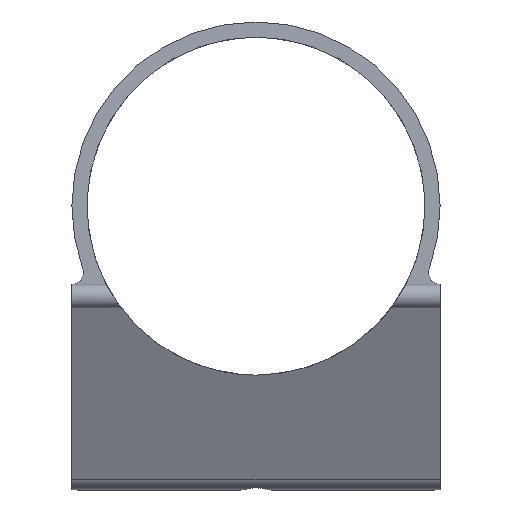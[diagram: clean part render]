
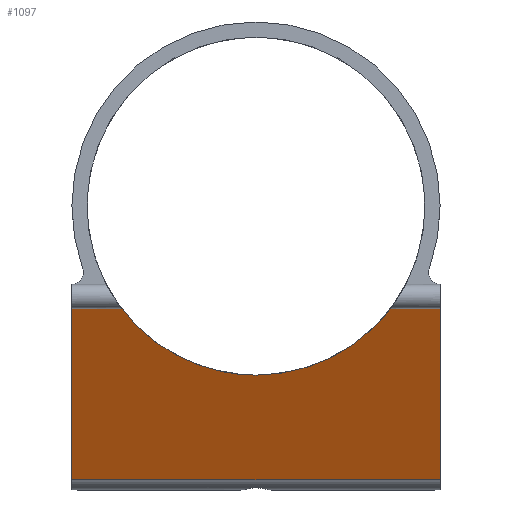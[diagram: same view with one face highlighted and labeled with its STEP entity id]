
A CAD part, top view. The second image highlights one B-rep face of the part: STEP entity #1097.
In plain terms, the highlighted planar face has unit normal (0, -0.434, 0.901).
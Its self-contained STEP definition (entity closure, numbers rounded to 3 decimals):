
#443=CARTESIAN_POINT('',(2.,-28.,9.141));
#444=VERTEX_POINT('',#443);
#451=CARTESIAN_POINT('',(25.103,-15.819,15.002));
#452=VERTEX_POINT('',#451);
#453=CARTESIAN_POINT('',(2.,-0.,22.613));
#454=DIRECTION('',(-0.,-0.434,0.901));
#455=DIRECTION('',(0.,-0.901,-0.434));
#456=AXIS2_PLACEMENT_3D('',#453,#454,#455);
#457=ELLIPSE('',#456,31.072,28.);
#458=EDGE_CURVE('',#444,#452,#457,.T.);
#622=CARTESIAN_POINT('',(-21.103,-15.819,15.002));
#623=VERTEX_POINT('',#622);
#640=CARTESIAN_POINT('',(2.,-0.,22.613));
#641=DIRECTION('',(-0.,-0.434,0.901));
#642=DIRECTION('',(0.,-0.901,-0.434));
#643=AXIS2_PLACEMENT_3D('',#640,#641,#642);
#644=ELLIPSE('',#643,31.072,28.);
#645=EDGE_CURVE('',#623,#444,#644,.T.);
#944=CARTESIAN_POINT('',(32.5,-15.819,15.002));
#945=VERTEX_POINT('',#944);
#946=CARTESIAN_POINT('',(32.5,-15.819,15.002));
#947=DIRECTION('',(-1.,0.,0.));
#948=VECTOR('',#947,7.397);
#949=LINE('',#946,#948);
#950=EDGE_CURVE('',#945,#452,#949,.T.);
#974=CARTESIAN_POINT('',(-28.5,-15.819,15.002));
#975=VERTEX_POINT('',#974);
#976=CARTESIAN_POINT('',(-21.103,-15.819,15.002));
#977=DIRECTION('',(-1.,0.,0.));
#978=VECTOR('',#977,7.397);
#979=LINE('',#976,#978);
#980=EDGE_CURVE('',#623,#975,#979,.T.);
#1064=CARTESIAN_POINT('',(32.5,-31.41,7.501));
#1065=DIRECTION('',(0.,0.434,-0.901));
#1066=DIRECTION('',(0.,0.901,0.434));
#1067=AXIS2_PLACEMENT_3D('',#1064,#1065,#1066);
#1068=PLANE('',#1067);
#1069=CARTESIAN_POINT('',(-28.5,-45.301,0.818));
#1070=VERTEX_POINT('',#1069);
#1071=CARTESIAN_POINT('',(-28.5,-15.819,15.002));
#1072=DIRECTION('',(0.,-0.901,-0.434));
#1073=VECTOR('',#1072,32.716);
#1074=LINE('',#1071,#1073);
#1075=EDGE_CURVE('',#975,#1070,#1074,.T.);
#1076=ORIENTED_EDGE('',*,*,#1075,.T.);
#1077=CARTESIAN_POINT('',(32.5,-45.301,0.818));
#1078=VERTEX_POINT('',#1077);
#1079=CARTESIAN_POINT('',(-28.5,-45.301,0.818));
#1080=DIRECTION('',(1.,-0.,-0.));
#1081=VECTOR('',#1080,61.);
#1082=LINE('',#1079,#1081);
#1083=EDGE_CURVE('',#1070,#1078,#1082,.T.);
#1084=ORIENTED_EDGE('',*,*,#1083,.T.);
#1085=CARTESIAN_POINT('',(32.5,-15.819,15.002));
#1086=DIRECTION('',(0.,-0.901,-0.434));
#1087=VECTOR('',#1086,32.716);
#1088=LINE('',#1085,#1087);
#1089=EDGE_CURVE('',#945,#1078,#1088,.T.);
#1090=ORIENTED_EDGE('',*,*,#1089,.F.);
#1091=ORIENTED_EDGE('',*,*,#950,.T.);
#1092=ORIENTED_EDGE('',*,*,#458,.F.);
#1093=ORIENTED_EDGE('',*,*,#645,.F.);
#1094=ORIENTED_EDGE('',*,*,#980,.T.);
#1095=EDGE_LOOP('',(#1076,#1084,#1090,#1091,#1092,#1093,#1094));
#1096=FACE_BOUND('',#1095,.T.);
#1097=ADVANCED_FACE('',(#1096),#1068,.F.);
